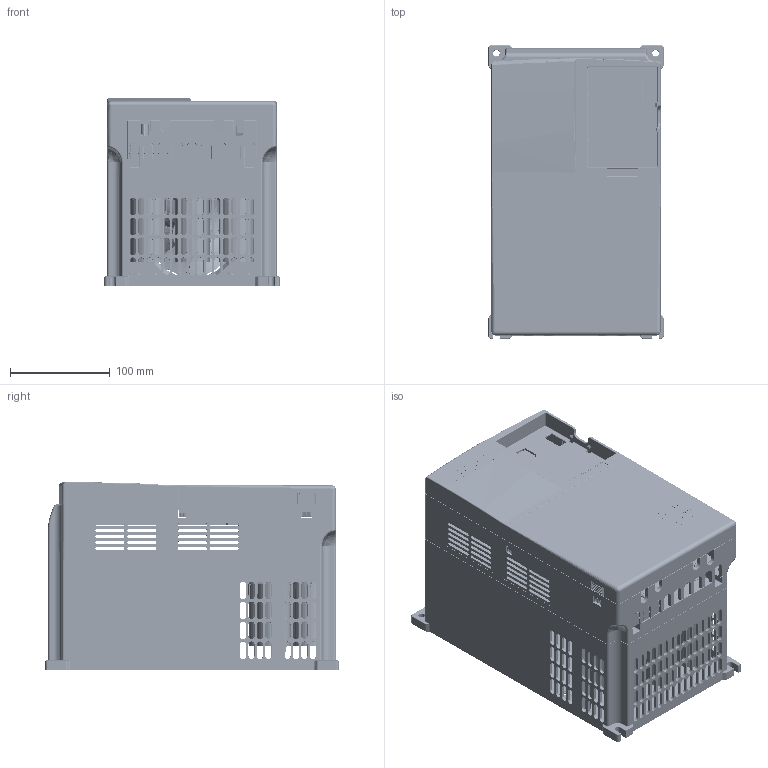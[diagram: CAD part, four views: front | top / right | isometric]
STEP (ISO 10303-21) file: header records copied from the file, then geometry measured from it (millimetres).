
FILE_DESCRIPTION((''),'2;1');
FILE_NAME('SD600-4T-18_5KW','2021-05-06T',('ranqinwen'),(''),'CREO PARAMETRIC BY PTC INC, 2016260','CREO PARAMETRIC BY PTC INC, 2016260','');
FILE_SCHEMA(('AUTOMOTIVE_DESIGN { 1 0 10303 214 1 1 1 1 }'));
Products named in the file (1): SD600-4T-18_5KW
Bounding box: 176 x 295 x 188.2 mm (x, y, z)
Surface area: 973365 mm2 (no closed solid volume)
Topology: 0 solids, 26 shells, 7059 faces, 19648 edges, 12778 vertices
Faces by surface type: plane 3551, cylinder 2325, torus 782, bspline 168, extrusion 128, cone 73, sphere 32
Entity records: 347142 total; most frequent: CARTESIAN_POINT 52109, ORIENTED_EDGE 39232, DIRECTION 38955, PRESENTATION_STYLE_ASSIGNMENT 26829, STYLED_ITEM 19770, CURVE_STYLE 19744, EDGE_CURVE 19616, AXIS2_PLACEMENT_3D 13386
